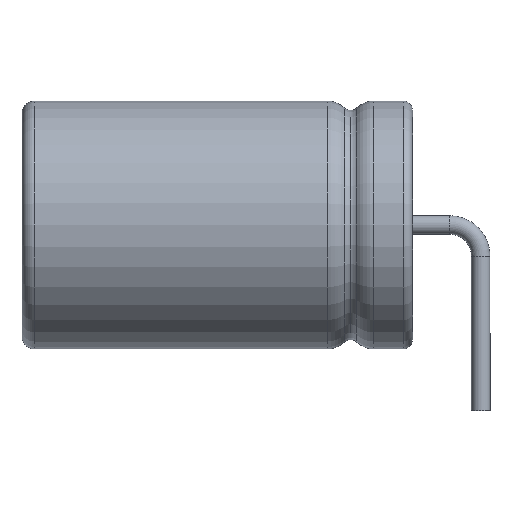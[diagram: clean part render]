
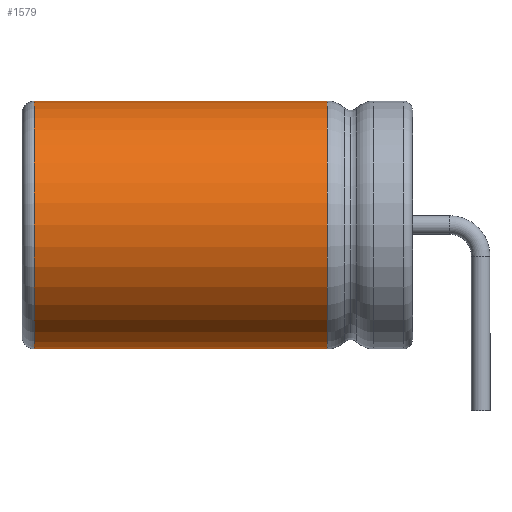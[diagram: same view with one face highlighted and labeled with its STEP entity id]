
A CAD part, left-side view. The second image highlights one B-rep face of the part: STEP entity #1579.
In plain terms, the highlighted cylindrical face has radius 4 mm (diameter 8 mm), a partial arc.
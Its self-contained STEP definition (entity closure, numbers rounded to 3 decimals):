
#18 = VERTEX_POINT ( 'NONE', #644 ) ;
#20 = CARTESIAN_POINT ( 'NONE',  ( 0., 2.755, -4. ) ) ;
#116 = VERTEX_POINT ( 'NONE', #1132 ) ;
#139 = ORIENTED_EDGE ( 'NONE', *, *, #449, .T. ) ;
#149 = VECTOR ( 'NONE', #1105, 1000. ) ;
#281 = AXIS2_PLACEMENT_3D ( 'NONE', #324, #1087, #831 ) ;
#318 = ORIENTED_EDGE ( 'NONE', *, *, #1393, .T. ) ;
#324 = CARTESIAN_POINT ( 'NONE',  ( 0., 12.2, 0. ) ) ;
#449 = EDGE_CURVE ( 'NONE', #1359, #18, #1438, .T. ) ;
#456 = LINE ( 'NONE', #696, #149 ) ;
#536 = CARTESIAN_POINT ( 'NONE',  ( 0., 12.6, 0. ) ) ;
#544 = EDGE_CURVE ( 'NONE', #902, #18, #456, .T. ) ;
#574 = CARTESIAN_POINT ( 'NONE',  ( 0., 2.755, 0. ) ) ;
#644 = CARTESIAN_POINT ( 'NONE',  ( 0., 2.755, 4. ) ) ;
#670 = CARTESIAN_POINT ( 'NONE',  ( 0., 12.6, -4. ) ) ;
#696 = CARTESIAN_POINT ( 'NONE',  ( 0., 12.6, 4. ) ) ;
#800 = LINE ( 'NONE', #670, #1143 ) ;
#801 = CYLINDRICAL_SURFACE ( 'NONE', #1643, 4. ) ;
#831 = DIRECTION ( 'NONE',  ( 0., 0., 1. ) ) ;
#902 = VERTEX_POINT ( 'NONE', #1598 ) ;
#906 = DIRECTION ( 'NONE',  ( 0., 0., -1. ) ) ;
#1056 = ORIENTED_EDGE ( 'NONE', *, *, #544, .F. ) ;
#1087 = DIRECTION ( 'NONE',  ( 0., -1., 0. ) ) ;
#1105 = DIRECTION ( 'NONE',  ( 0., -1., 0. ) ) ;
#1123 = DIRECTION ( 'NONE',  ( 0., 1., 0. ) ) ;
#1132 = CARTESIAN_POINT ( 'NONE',  ( 0., 12.2, -4. ) ) ;
#1143 = VECTOR ( 'NONE', #1582, 1000. ) ;
#1170 = EDGE_CURVE ( 'NONE', #902, #116, #1285, .T. ) ;
#1251 = ORIENTED_EDGE ( 'NONE', *, *, #1170, .T. ) ;
#1285 = CIRCLE ( 'NONE', #281, 4. ) ;
#1303 = DIRECTION ( 'NONE',  ( 0., -1., 0. ) ) ;
#1358 = AXIS2_PLACEMENT_3D ( 'NONE', #574, #1123, #1616 ) ;
#1359 = VERTEX_POINT ( 'NONE', #20 ) ;
#1393 = EDGE_CURVE ( 'NONE', #116, #1359, #800, .T. ) ;
#1424 = EDGE_LOOP ( 'NONE', ( #1056, #1251, #318, #139 ) ) ;
#1438 = CIRCLE ( 'NONE', #1358, 4. ) ;
#1545 = FACE_OUTER_BOUND ( 'NONE', #1424, .T. ) ;
#1579 = ADVANCED_FACE ( 'NONE', ( #1545 ), #801, .T. ) ;
#1582 = DIRECTION ( 'NONE',  ( 0., -1., 0. ) ) ;
#1598 = CARTESIAN_POINT ( 'NONE',  ( 0., 12.2, 4. ) ) ;
#1616 = DIRECTION ( 'NONE',  ( 0., 0., 1. ) ) ;
#1643 = AXIS2_PLACEMENT_3D ( 'NONE', #536, #1303, #906 ) ;
